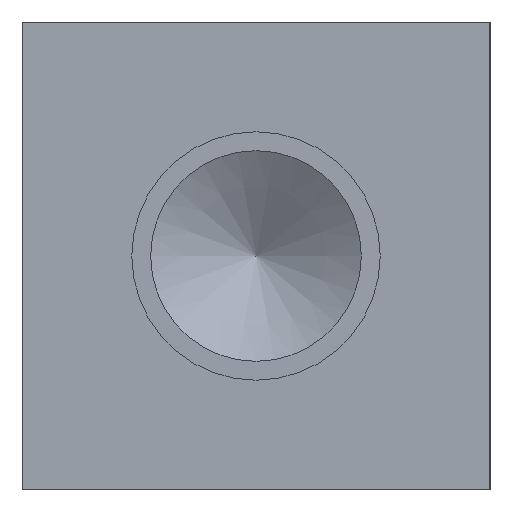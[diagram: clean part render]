
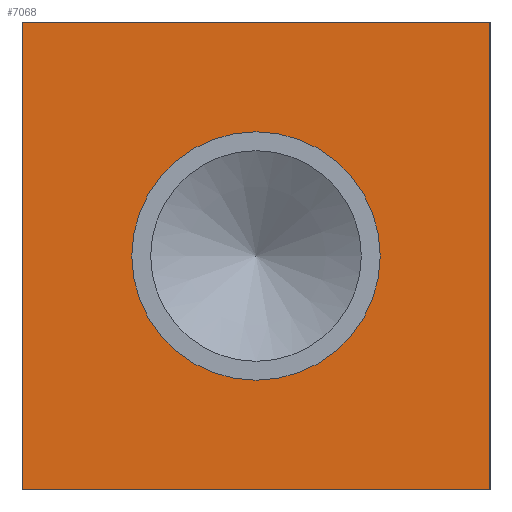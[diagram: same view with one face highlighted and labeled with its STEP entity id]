
A CAD part, left-side view. The second image highlights one B-rep face of the part: STEP entity #7068.
In plain terms, the highlighted planar face has unit normal (-1, 0, 0).
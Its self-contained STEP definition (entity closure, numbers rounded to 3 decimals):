
#136=CIRCLE('',#7440,16.853);
#137=CIRCLE('',#7441,16.853);
#182=FACE_BOUND('',#1182,.T.);
#421=PLANE('',#7443);
#779=FACE_OUTER_BOUND('',#1181,.T.);
#1181=EDGE_LOOP('',(#6298,#6299,#6300,#6301));
#1182=EDGE_LOOP('',(#6302,#6303));
#1483=LINE('',#10749,#2195);
#1899=LINE('',#11932,#2611);
#1900=LINE('',#11933,#2612);
#1901=LINE('',#11934,#2613);
#2195=VECTOR('',#7901,10.);
#2611=VECTOR('',#8867,10.);
#2612=VECTOR('',#8868,10.);
#2613=VECTOR('',#8869,10.);
#3075=VERTEX_POINT('',#10742);
#3078=VERTEX_POINT('',#10747);
#3439=VERTEX_POINT('',#11922);
#3440=VERTEX_POINT('',#11923);
#3441=VERTEX_POINT('',#11930);
#3442=VERTEX_POINT('',#11931);
#3883=EDGE_CURVE('',#3078,#3075,#1483,.T.);
#4397=EDGE_CURVE('',#3439,#3440,#136,.T.);
#4398=EDGE_CURVE('',#3440,#3439,#137,.T.);
#4401=EDGE_CURVE('',#3441,#3442,#1899,.T.);
#4402=EDGE_CURVE('',#3442,#3075,#1900,.T.);
#4403=EDGE_CURVE('',#3441,#3078,#1901,.T.);
#6298=ORIENTED_EDGE('',*,*,#4401,.T.);
#6299=ORIENTED_EDGE('',*,*,#4402,.T.);
#6300=ORIENTED_EDGE('',*,*,#3883,.F.);
#6301=ORIENTED_EDGE('',*,*,#4403,.F.);
#6302=ORIENTED_EDGE('',*,*,#4397,.T.);
#6303=ORIENTED_EDGE('',*,*,#4398,.T.);
#7068=ADVANCED_FACE('',(#779,#182),#421,.T.);
#7440=AXIS2_PLACEMENT_3D('',#11924,#8857,#8858);
#7441=AXIS2_PLACEMENT_3D('',#11925,#8859,#8860);
#7443=AXIS2_PLACEMENT_3D('',#11929,#8865,#8866);
#7901=DIRECTION('',(0.,-1.,0.));
#8857=DIRECTION('center_axis',(1.,0.,0.));
#8858=DIRECTION('ref_axis',(0.,1.,0.));
#8859=DIRECTION('center_axis',(1.,0.,0.));
#8860=DIRECTION('ref_axis',(0.,1.,0.));
#8865=DIRECTION('center_axis',(-1.,0.,0.));
#8866=DIRECTION('ref_axis',(0.,-1.,0.));
#8867=DIRECTION('',(0.,-1.,0.));
#8868=DIRECTION('',(0.,0.,1.));
#8869=DIRECTION('',(0.,0.,1.));
#10742=CARTESIAN_POINT('',(0.,0.,63.5));
#10747=CARTESIAN_POINT('',(0.,63.5,63.5));
#10749=CARTESIAN_POINT('',(0.,63.5,63.5));
#11922=CARTESIAN_POINT('',(0.,48.603,31.75));
#11923=CARTESIAN_POINT('',(0.,14.897,31.75));
#11924=CARTESIAN_POINT('Origin',(0.,31.75,31.75));
#11925=CARTESIAN_POINT('Origin',(0.,31.75,31.75));
#11929=CARTESIAN_POINT('Origin',(0.,63.5,0.));
#11930=CARTESIAN_POINT('',(0.,63.5,0.));
#11931=CARTESIAN_POINT('',(0.,0.,0.));
#11932=CARTESIAN_POINT('',(0.,63.5,0.));
#11933=CARTESIAN_POINT('',(0.,0.,0.));
#11934=CARTESIAN_POINT('',(0.,63.5,0.));
